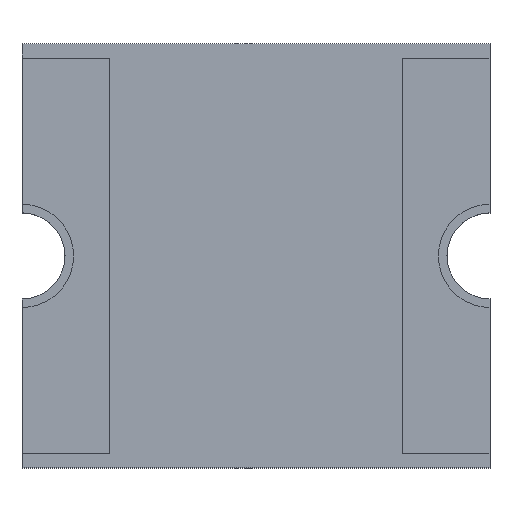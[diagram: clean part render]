
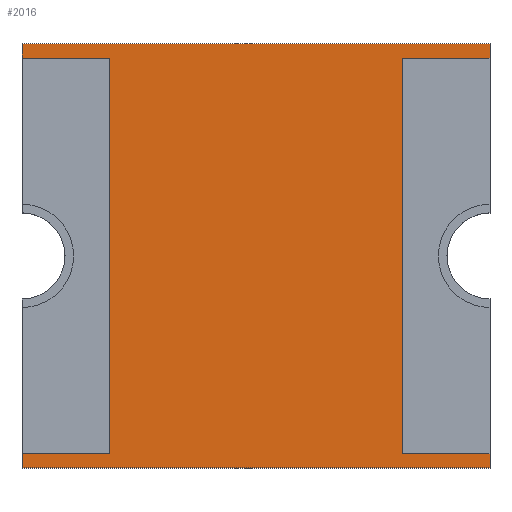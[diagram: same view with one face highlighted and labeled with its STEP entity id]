
A CAD part, top view. The second image highlights one B-rep face of the part: STEP entity #2016.
In plain terms, the highlighted planar face has unit normal (0, 0, 1).
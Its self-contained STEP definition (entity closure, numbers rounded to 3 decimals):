
#1542=CARTESIAN_POINT('',(2.72,2.3,1.09));
#1543=VERTEX_POINT('',#1542);
#1550=CARTESIAN_POINT('',(1.7,2.3,1.09));
#1551=VERTEX_POINT('',#1550);
#1552=CARTESIAN_POINT('',(1.7,2.3,1.09));
#1553=DIRECTION('',(1.0,0.0,0.0));
#1554=VECTOR('',#1553,1.02);
#1555=LINE('',#1552,#1554);
#1556=EDGE_CURVE('',#1551,#1543,#1555,.T.);
#1573=CARTESIAN_POINT('',(1.7,-2.3,1.09));
#1574=VERTEX_POINT('',#1573);
#1581=CARTESIAN_POINT('',(2.72,-2.3,1.09));
#1582=VERTEX_POINT('',#1581);
#1583=CARTESIAN_POINT('',(2.72,-2.3,1.09));
#1584=DIRECTION('',(-1.0,0.0,0.0));
#1585=VECTOR('',#1584,1.02);
#1586=LINE('',#1583,#1585);
#1587=EDGE_CURVE('',#1582,#1574,#1586,.T.);
#1605=CARTESIAN_POINT('',(1.7,-2.3,1.09));
#1606=DIRECTION('',(0.0,1.0,0.0));
#1607=VECTOR('',#1606,4.6);
#1608=LINE('',#1605,#1607);
#1609=EDGE_CURVE('',#1574,#1551,#1608,.T.);
#1814=CARTESIAN_POINT('',(-2.72,2.3,1.09));
#1815=VERTEX_POINT('',#1814);
#1823=CARTESIAN_POINT('',(-1.7,2.3,1.09));
#1824=VERTEX_POINT('',#1823);
#1831=CARTESIAN_POINT('',(-2.72,2.3,1.09));
#1832=DIRECTION('',(1.0,0.0,0.0));
#1833=VECTOR('',#1832,1.02);
#1834=LINE('',#1831,#1833);
#1835=EDGE_CURVE('',#1815,#1824,#1834,.T.);
#1845=CARTESIAN_POINT('',(-1.7,-2.3,1.09));
#1846=VERTEX_POINT('',#1845);
#1854=CARTESIAN_POINT('',(-2.72,-2.3,1.09));
#1855=VERTEX_POINT('',#1854);
#1862=CARTESIAN_POINT('',(-1.7,-2.3,1.09));
#1863=DIRECTION('',(-1.0,0.0,0.0));
#1864=VECTOR('',#1863,1.02);
#1865=LINE('',#1862,#1864);
#1866=EDGE_CURVE('',#1846,#1855,#1865,.T.);
#1879=CARTESIAN_POINT('',(-1.7,2.3,1.09));
#1880=DIRECTION('',(0.0,-1.0,0.0));
#1881=VECTOR('',#1880,4.6);
#1882=LINE('',#1879,#1881);
#1883=EDGE_CURVE('',#1824,#1846,#1882,.T.);
#1903=CARTESIAN_POINT('',(2.72,-2.465,1.09));
#1904=VERTEX_POINT('',#1903);
#1905=CARTESIAN_POINT('',(2.72,-2.465,1.09));
#1906=DIRECTION('',(0.0,1.0,0.0));
#1907=VECTOR('',#1906,0.165);
#1908=LINE('',#1905,#1907);
#1909=EDGE_CURVE('',#1904,#1582,#1908,.T.);
#1966=CARTESIAN_POINT('',(0.0,0.0,1.09));
#1967=DIRECTION('',(0.0,0.0,1.0));
#1968=DIRECTION('',(1.0,0.0,0.0));
#1969=AXIS2_PLACEMENT_3D('',#1966,#1967,#1968);
#1970=PLANE('',#1969);
#1971=ORIENTED_EDGE('',*,*,#1587,.T.);
#1972=ORIENTED_EDGE('',*,*,#1609,.T.);
#1973=ORIENTED_EDGE('',*,*,#1556,.T.);
#1974=CARTESIAN_POINT('',(2.72,2.465,1.09));
#1975=VERTEX_POINT('',#1974);
#1976=CARTESIAN_POINT('',(2.72,2.3,1.09));
#1977=DIRECTION('',(0.0,1.0,0.0));
#1978=VECTOR('',#1977,0.165);
#1979=LINE('',#1976,#1978);
#1980=EDGE_CURVE('',#1543,#1975,#1979,.T.);
#1981=ORIENTED_EDGE('',*,*,#1980,.T.);
#1982=CARTESIAN_POINT('',(-2.72,2.465,1.09));
#1983=VERTEX_POINT('',#1982);
#1984=CARTESIAN_POINT('',(2.72,2.465,1.09));
#1985=DIRECTION('',(-1.0,0.0,0.0));
#1986=VECTOR('',#1985,5.44);
#1987=LINE('',#1984,#1986);
#1988=EDGE_CURVE('',#1975,#1983,#1987,.T.);
#1989=ORIENTED_EDGE('',*,*,#1988,.T.);
#1990=CARTESIAN_POINT('',(-2.72,2.465,1.09));
#1991=DIRECTION('',(0.0,-1.0,0.0));
#1992=VECTOR('',#1991,0.165);
#1993=LINE('',#1990,#1992);
#1994=EDGE_CURVE('',#1983,#1815,#1993,.T.);
#1995=ORIENTED_EDGE('',*,*,#1994,.T.);
#1996=ORIENTED_EDGE('',*,*,#1835,.T.);
#1997=ORIENTED_EDGE('',*,*,#1883,.T.);
#1998=ORIENTED_EDGE('',*,*,#1866,.T.);
#1999=CARTESIAN_POINT('',(-2.72,-2.465,1.09));
#2000=VERTEX_POINT('',#1999);
#2001=CARTESIAN_POINT('',(-2.72,-2.3,1.09));
#2002=DIRECTION('',(0.0,-1.0,0.0));
#2003=VECTOR('',#2002,0.165);
#2004=LINE('',#2001,#2003);
#2005=EDGE_CURVE('',#1855,#2000,#2004,.T.);
#2006=ORIENTED_EDGE('',*,*,#2005,.T.);
#2007=CARTESIAN_POINT('',(-2.72,-2.465,1.09));
#2008=DIRECTION('',(1.0,0.0,0.0));
#2009=VECTOR('',#2008,5.44);
#2010=LINE('',#2007,#2009);
#2011=EDGE_CURVE('',#2000,#1904,#2010,.T.);
#2012=ORIENTED_EDGE('',*,*,#2011,.T.);
#2013=ORIENTED_EDGE('',*,*,#1909,.T.);
#2014=EDGE_LOOP('',(#1971,#1972,#1973,#1981,#1989,#1995,#1996,#1997,#1998,#2006,#2012,#2013));
#2015=FACE_OUTER_BOUND('',#2014,.T.);
#2016=ADVANCED_FACE('',(#2015),#1970,.T.);
